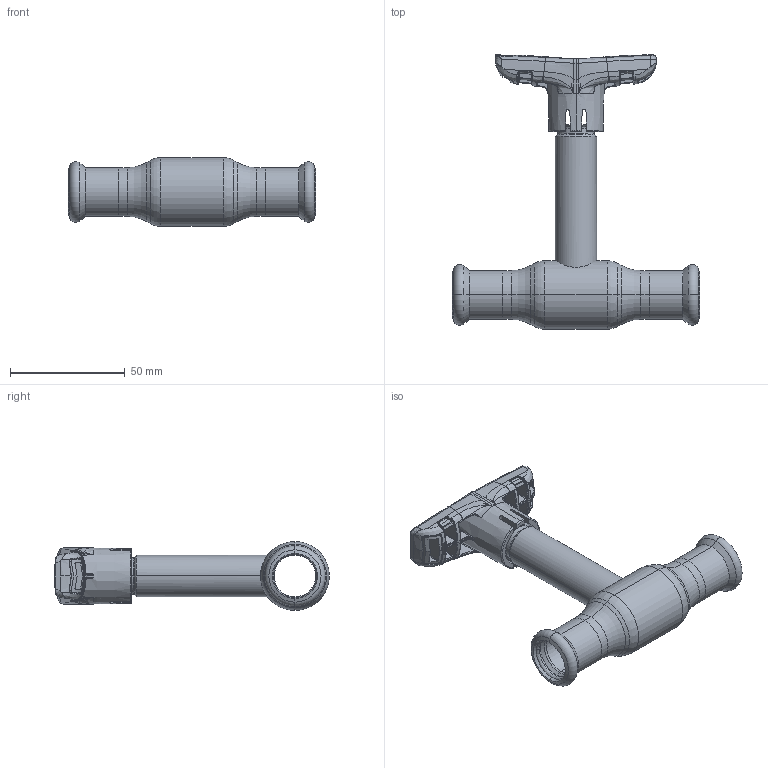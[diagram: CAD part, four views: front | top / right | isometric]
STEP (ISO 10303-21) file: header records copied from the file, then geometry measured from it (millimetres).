
FILE_DESCRIPTION (( 'STEP AP214' ), '1' );
FILE_NAME ('1015000101-1400.step', '2023-12-08T10:13:27', ( '' ), ( '' ), 'SwSTEP 2.0', 'SolidWorks 2021', '' );
FILE_SCHEMA (( 'AUTOMOTIVE_DESIGN' ));
Length unit declared in the file: millimetre
Products named in the file (1): 1015000101-1400
Bounding box: 107.6 x 119.69 x 30 mm (x, y, z)
Surface area: 24852.7 mm2 (no closed solid volume)
Topology: 0 solids, 8 shells, 685 faces, 2111 edges, 1340 vertices
Faces by surface type: bspline 544, plane 45, cylinder 32, cone 31, torus 25, sphere 8
Entity records: 54280 total; most frequent: CARTESIAN_POINT 32962, ORIENTED_EDGE 3592, EDGE_CURVE 2103, B_SPLINE_CURVE_WITH_KNOTS 1448, DIRECTION 1428, VERTEX_POINT 1340, EDGE_LOOP 691, UNCERTAINTY_MEASURE_WITH_UNIT 687
